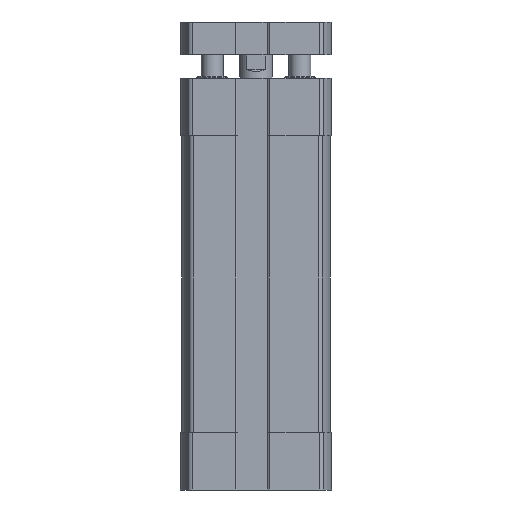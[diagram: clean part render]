
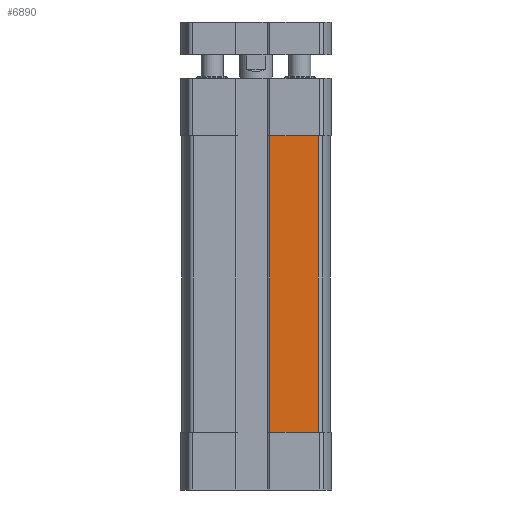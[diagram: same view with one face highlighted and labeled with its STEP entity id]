
A CAD part, front view. The second image highlights one B-rep face of the part: STEP entity #6890.
In plain terms, the highlighted face is planar.
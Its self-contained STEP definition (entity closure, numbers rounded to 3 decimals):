
#73=PLANE('',#7442);
#455=LINE('',#10832,#1029);
#456=LINE('',#10835,#1030);
#457=LINE('',#10837,#1031);
#458=LINE('',#10839,#1032);
#1029=VECTOR('',#8549,1000.);
#1030=VECTOR('',#8550,1000.);
#1031=VECTOR('',#8551,1000.);
#1032=VECTOR('',#8552,1000.);
#2207=ORIENTED_EDGE('',*,*,#3987,.F.);
#2208=ORIENTED_EDGE('',*,*,#3988,.F.);
#2209=ORIENTED_EDGE('',*,*,#3989,.T.);
#2210=ORIENTED_EDGE('',*,*,#3990,.T.);
#3987=EDGE_CURVE('',#4895,#4896,#455,.T.);
#3988=EDGE_CURVE('',#4897,#4895,#456,.T.);
#3989=EDGE_CURVE('',#4897,#4898,#457,.T.);
#3990=EDGE_CURVE('',#4898,#4896,#458,.T.);
#4895=VERTEX_POINT('',#10833);
#4896=VERTEX_POINT('',#10834);
#4897=VERTEX_POINT('',#10836);
#4898=VERTEX_POINT('',#10838);
#5767=EDGE_LOOP('',(#2207,#2208,#2209,#2210));
#6323=FACE_BOUND('',#5767,.T.);
#6890=ADVANCED_FACE('',(#6323),#73,.T.);
#7442=AXIS2_PLACEMENT_3D('',#10831,#8547,#8548);
#8547=DIRECTION('',(-1.,0.,0.));
#8548=DIRECTION('',(0.,0.,1.));
#8549=DIRECTION('',(0.,-1.,0.));
#8550=DIRECTION('',(0.,0.,1.));
#8551=DIRECTION('',(0.,-1.,0.));
#8552=DIRECTION('',(0.,0.,1.));
#10831=CARTESIAN_POINT('',(-13.5,-2.5,-64.5));
#10832=CARTESIAN_POINT('',(-13.5,-2.5,-10.5));
#10833=CARTESIAN_POINT('',(-13.5,-2.5,-10.5));
#10834=CARTESIAN_POINT('',(-13.5,-11.329,-10.5));
#10835=CARTESIAN_POINT('',(-13.5,-2.5,-64.5));
#10836=CARTESIAN_POINT('',(-13.5,-2.5,-64.5));
#10837=CARTESIAN_POINT('',(-13.5,-2.5,-64.5));
#10838=CARTESIAN_POINT('',(-13.5,-11.329,-64.5));
#10839=CARTESIAN_POINT('',(-13.5,-11.329,-64.5));
